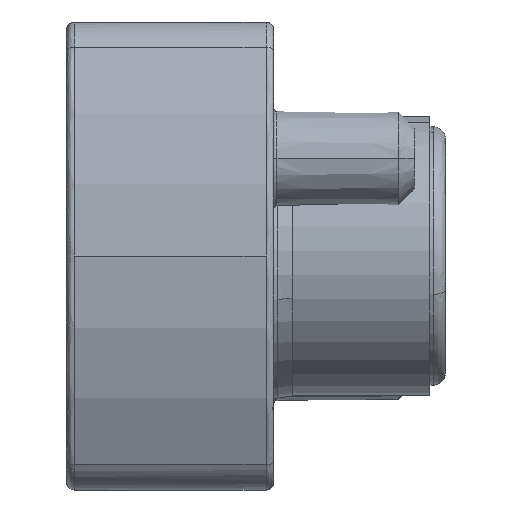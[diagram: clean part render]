
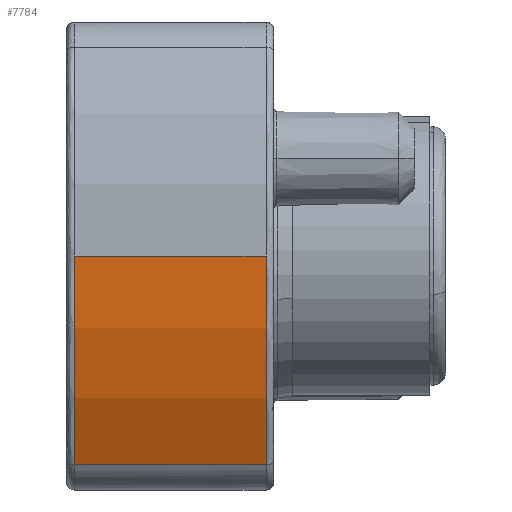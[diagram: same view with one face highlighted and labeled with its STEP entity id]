
A CAD part, left-side view. The second image highlights one B-rep face of the part: STEP entity #7784.
In plain terms, the highlighted cylindrical face has radius 7.367 mm (diameter 14.733 mm), a partial arc.
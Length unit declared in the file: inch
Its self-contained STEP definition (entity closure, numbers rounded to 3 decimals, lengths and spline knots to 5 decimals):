
#6412 = LINE ( 'NONE', #30645, #6415 ) ;
#6415 = VECTOR ( 'NONE', #30651, 39.37008 ) ;
#6420 = CIRCLE ( 'NONE', #23096, 0.29002 ) ;
#6426 = LINE ( 'NONE', #30717, #6429 ) ;
#6429 = VECTOR ( 'NONE', #30718, 39.37008 ) ;
#6482 = CIRCLE ( 'NONE', #23109, 0.29002 ) ;
#6970 = VERTEX_POINT ( 'NONE', #27040 ) ;
#6971 = VERTEX_POINT ( 'NONE', #27041 ) ;
#6973 = VERTEX_POINT ( 'NONE', #27043 ) ;
#6986 = VERTEX_POINT ( 'NONE', #27056 ) ;
#7784 = ADVANCED_FACE ( 'NONE', ( #33762 ), #33771, .T. ) ;
#14576 = CARTESIAN_POINT ( 'NONE',  ( 1.29002, -0.1505, 0.15 ) ) ;
#14692 = DIRECTION ( 'NONE',  ( 0., 1., 0. ) ) ;
#14709 = DIRECTION ( 'NONE',  ( -1., 0., 0. ) ) ;
#19880 = EDGE_CURVE ( 'NONE', #6973, #6971, #6412, .T. ) ;
#19884 = EDGE_CURVE ( 'NONE', #6973, #6986, #6420, .T. ) ;
#19895 = EDGE_CURVE ( 'NONE', #6970, #6986, #6426, .T. ) ;
#19939 = EDGE_CURVE ( 'NONE', #6971, #6970, #6482, .T. ) ;
#22528 = AXIS2_PLACEMENT_3D ( 'NONE', #14576, #14692, #14709 ) ;
#23096 = AXIS2_PLACEMENT_3D ( 'NONE', #30660, #30661, #30662 ) ;
#23109 = AXIS2_PLACEMENT_3D ( 'NONE', #30863, #30864, #30865 ) ;
#27040 = CARTESIAN_POINT ( 'NONE',  ( 1.03273, -0.0225, 0.01616 ) ) ;
#27041 = CARTESIAN_POINT ( 'NONE',  ( 1., -0.0225, 0.15 ) ) ;
#27043 = CARTESIAN_POINT ( 'NONE',  ( 1., -0.1455, 0.15 ) ) ;
#27056 = CARTESIAN_POINT ( 'NONE',  ( 1.03273, -0.1455, 0.01616 ) ) ;
#30645 = CARTESIAN_POINT ( 'NONE',  ( 1., -0.1505, 0.15 ) ) ;
#30651 = DIRECTION ( 'NONE',  ( 0., 1., 0. ) ) ;
#30660 = CARTESIAN_POINT ( 'NONE',  ( 1.29002, -0.1455, 0.15 ) ) ;
#30661 = DIRECTION ( 'NONE',  ( 0., -1., 0. ) ) ;
#30662 = DIRECTION ( 'NONE',  ( -1., 0., 0. ) ) ;
#30717 = CARTESIAN_POINT ( 'NONE',  ( 1.03273, -0.1505, 0.01616 ) ) ;
#30718 = DIRECTION ( 'NONE',  ( 0., -1., 0. ) ) ;
#30863 = CARTESIAN_POINT ( 'NONE',  ( 1.29002, -0.0225, 0.15 ) ) ;
#30864 = DIRECTION ( 'NONE',  ( 0., -1., 0. ) ) ;
#30865 = DIRECTION ( 'NONE',  ( -1., 0., 0. ) ) ;
#32357 = ORIENTED_EDGE ( 'NONE', *, *, #19895, .T. ) ;
#32358 = ORIENTED_EDGE ( 'NONE', *, *, #19939, .T. ) ;
#32359 = ORIENTED_EDGE ( 'NONE', *, *, #19880, .T. ) ;
#32361 = ORIENTED_EDGE ( 'NONE', *, *, #19884, .F. ) ;
#32966 = EDGE_LOOP ( 'NONE', ( #32361, #32359, #32358, #32357 ) ) ;
#33762 = FACE_OUTER_BOUND ( 'NONE', #32966, .T. ) ;
#33771 = CYLINDRICAL_SURFACE ( 'NONE', #22528, 0.29002 ) ;
